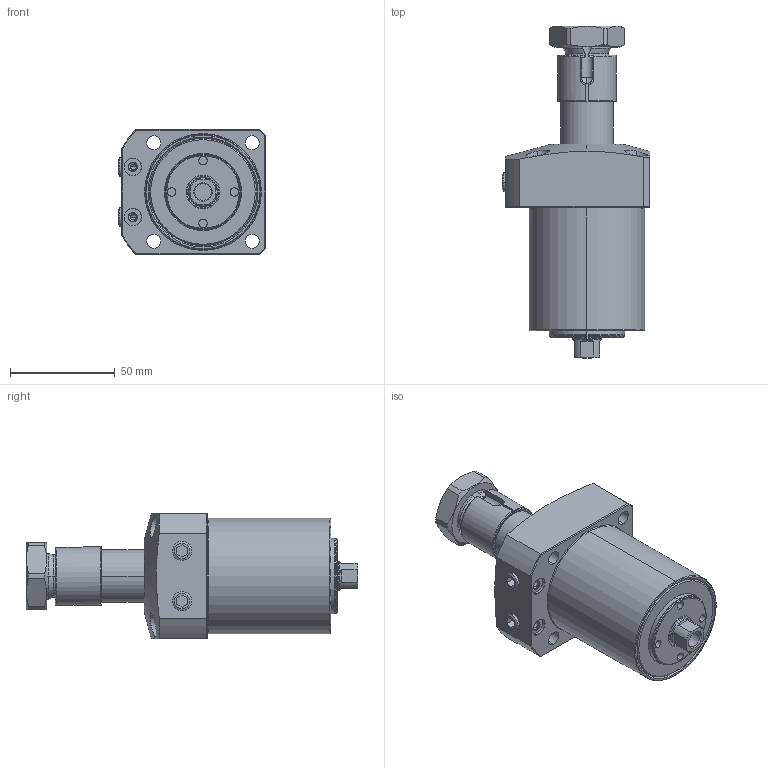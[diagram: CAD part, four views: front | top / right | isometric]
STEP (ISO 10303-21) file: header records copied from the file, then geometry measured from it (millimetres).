
FILE_DESCRIPTION (( 'STEP AP203' ), '1' );
FILE_NAME ('LHA0550-GRD.STEP', '2018-12-15T05:43:53', ( '微软用户' ), ( '微软中国' ), 'SwSTEP 2.0', 'SolidWorks 2012', '' );
FILE_SCHEMA (( 'CONFIG_CONTROL_DESIGN' ));
Length unit declared in the file: millimetre
Products named in the file (8): LHA0550-楓羔_DM); LHA0550-簸忣諍匏_; LHA0550-ů_; LHA0550-D菛巍; LHA0550-咂衝椳紕_蹬怮椔); LHA0550-槭暌滀S(蹬怮椔); LHA0550-GRD; Rネジ1_8
Assembly tree (8 placements, depth 2):
  LHA0550-GRD
    LHA0550-槭暌滀S(蹬怮椔)
    LHA0550-咂衝椳紕_蹬怮椔)
    LHA0550-D菛巍
    LHA0550-楓羔_DM)
    LHA0550-ů_
    LHA0550-簸忣諍匏_
    Rネジ1_8  x2
Bounding box: 70.5 x 158.5 x 60 mm (x, y, z)
Volume: 286795.9 mm3; surface area: 47016.5 mm2
Topology: 8 solids, 8 shells, 283 faces, 667 edges, 418 vertices
Faces by surface type: cylinder 95, plane 91, cone 71, torus 24, sphere 2
Entity records: 9511 total; most frequent: CARTESIAN_POINT 2396, DIRECTION 1367, ORIENTED_EDGE 1262, EDGE_CURVE 631, AXIS2_PLACEMENT_3D 559, VERTEX_POINT 398, EDGE_LOOP 311, CIRCLE 280
